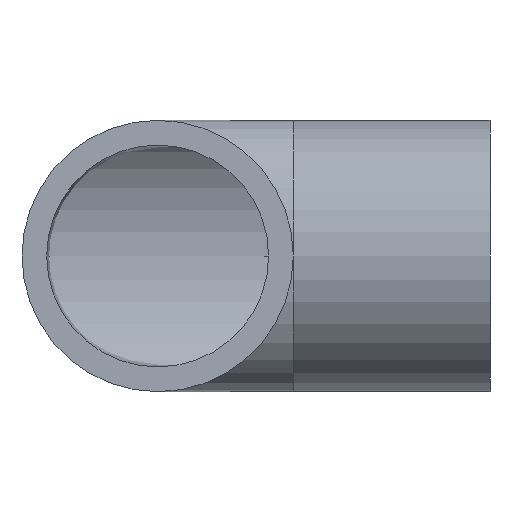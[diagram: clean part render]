
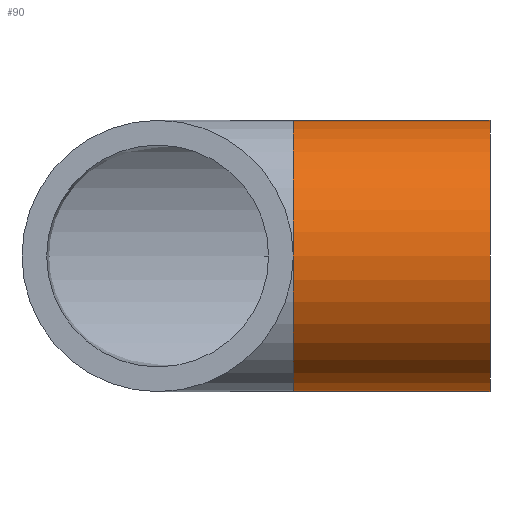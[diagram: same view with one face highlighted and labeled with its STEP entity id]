
A CAD part, front view. The second image highlights one B-rep face of the part: STEP entity #90.
In plain terms, the highlighted cylindrical face has radius 100 mm (diameter 200 mm), a partial arc.
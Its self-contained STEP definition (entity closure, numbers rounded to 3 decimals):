
#13 = DIRECTION ( 'NONE',  ( 1., 0., 0. ) ) ;
#43 = EDGE_CURVE ( 'NONE', #455, #457, #430, .T. ) ;
#46 = AXIS2_PLACEMENT_3D ( 'NONE', #281, #417, #71 ) ;
#51 = CARTESIAN_POINT ( 'NONE',  ( 100., 245., -100. ) ) ;
#55 = CIRCLE ( 'NONE', #46, 100. ) ;
#69 = AXIS2_PLACEMENT_3D ( 'NONE', #195, #350, #476 ) ;
#71 = DIRECTION ( 'NONE',  ( 0., 0., 1. ) ) ;
#79 = CIRCLE ( 'NONE', #69, 100. ) ;
#84 = ORIENTED_EDGE ( 'NONE', *, *, #92, .T. ) ;
#88 = CARTESIAN_POINT ( 'NONE',  ( 100., 245., 100. ) ) ;
#90 = ADVANCED_FACE ( 'NONE', ( #141 ), #298, .T. ) ;
#92 = EDGE_CURVE ( 'NONE', #322, #319, #403, .T. ) ;
#95 = DIRECTION ( 'NONE',  ( 1., 0., 0. ) ) ;
#118 = CARTESIAN_POINT ( 'NONE',  ( 100., 245., -100. ) ) ;
#120 = CARTESIAN_POINT ( 'NONE',  ( 245., 245., 100. ) ) ;
#141 = FACE_OUTER_BOUND ( 'NONE', #482, .T. ) ;
#142 = EDGE_CURVE ( 'NONE', #351, #322, #219, .T. ) ;
#185 = DIRECTION ( 'NONE',  ( 0., 0., 1. ) ) ;
#193 = ORIENTED_EDGE ( 'NONE', *, *, #218, .T. ) ;
#195 = CARTESIAN_POINT ( 'NONE',  ( 100., 245., 0. ) ) ;
#212 = AXIS2_PLACEMENT_3D ( 'NONE', #372, #13, #185 ) ;
#218 = EDGE_CURVE ( 'NONE', #455, #351, #79, .T. ) ;
#219 = CIRCLE ( 'NONE', #212, 100. ) ;
#221 = DIRECTION ( 'NONE',  ( 1., 0., 0. ) ) ;
#235 = EDGE_CURVE ( 'NONE', #457, #319, #55, .T. ) ;
#260 = DIRECTION ( 'NONE',  ( 1., 0., 0. ) ) ;
#266 = DIRECTION ( 'NONE',  ( 0., 0., -1. ) ) ;
#276 = ORIENTED_EDGE ( 'NONE', *, *, #235, .F. ) ;
#281 = CARTESIAN_POINT ( 'NONE',  ( 245., 245., 0. ) ) ;
#298 = CYLINDRICAL_SURFACE ( 'NONE', #301, 100. ) ;
#301 = AXIS2_PLACEMENT_3D ( 'NONE', #434, #95, #266 ) ;
#308 = VECTOR ( 'NONE', #221, 1000. ) ;
#319 = VERTEX_POINT ( 'NONE', #451 ) ;
#322 = VERTEX_POINT ( 'NONE', #118 ) ;
#350 = DIRECTION ( 'NONE',  ( 1., 0., 0. ) ) ;
#351 = VERTEX_POINT ( 'NONE', #356 ) ;
#356 = CARTESIAN_POINT ( 'NONE',  ( 100., 145., 0. ) ) ;
#372 = CARTESIAN_POINT ( 'NONE',  ( 100., 245., 0. ) ) ;
#373 = VECTOR ( 'NONE', #260, 1000. ) ;
#403 = LINE ( 'NONE', #51, #308 ) ;
#417 = DIRECTION ( 'NONE',  ( 1., 0., 0. ) ) ;
#421 = ORIENTED_EDGE ( 'NONE', *, *, #142, .T. ) ;
#430 = LINE ( 'NONE', #88, #373 ) ;
#434 = CARTESIAN_POINT ( 'NONE',  ( 100., 245., 0. ) ) ;
#441 = ORIENTED_EDGE ( 'NONE', *, *, #43, .F. ) ;
#451 = CARTESIAN_POINT ( 'NONE',  ( 245., 245., -100. ) ) ;
#453 = CARTESIAN_POINT ( 'NONE',  ( 100., 245., 100. ) ) ;
#455 = VERTEX_POINT ( 'NONE', #453 ) ;
#457 = VERTEX_POINT ( 'NONE', #120 ) ;
#476 = DIRECTION ( 'NONE',  ( 0., 0., 1. ) ) ;
#482 = EDGE_LOOP ( 'NONE', ( #441, #193, #421, #84, #276 ) ) ;
